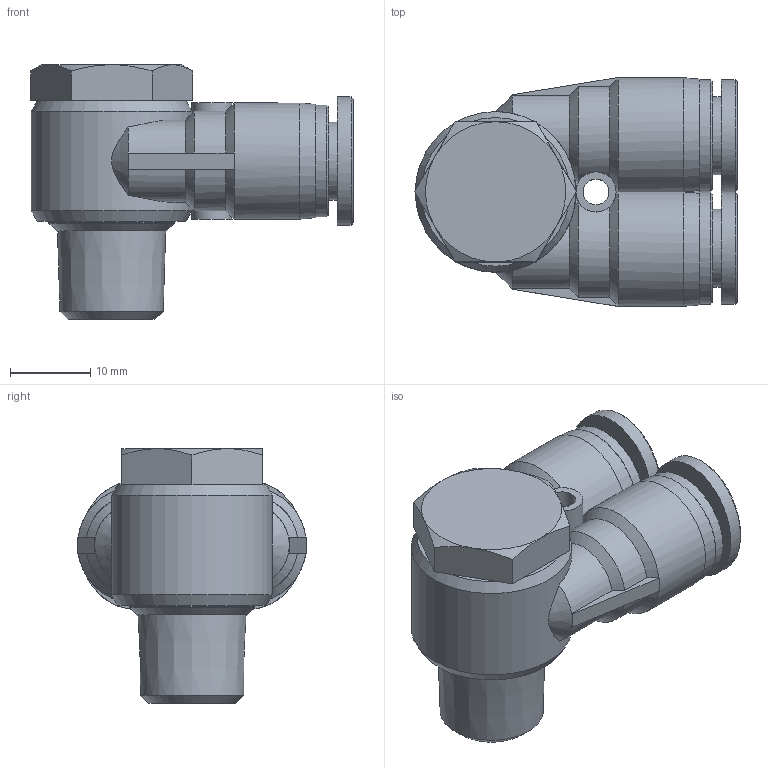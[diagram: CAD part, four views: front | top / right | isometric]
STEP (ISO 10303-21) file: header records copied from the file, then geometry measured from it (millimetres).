
FILE_DESCRIPTION((''),'2;1');
FILE_NAME('PA 5_16-N02U.stp','2016-10-12T09:39:24',('Administrator'),(''),'Autodesk Inventor 2013','Autodesk Inventor 2013','');
FILE_SCHEMA(('CONFIG_CONTROL_DESIGN'));
Length unit declared in the file: millimetre
Products named in the file (4): PA 5_16-N02U; BHW BODY-0812; NA BODY-NPT1_4; SLEEVE N5_16L
Assembly tree (4 placements, depth 2):
  PA 5_16-N02U
    BHW BODY-0812
    NA BODY-NPT1_4
    SLEEVE N5_16L  x2
Bounding box: 40.18 x 28.5 x 31.7 mm (x, y, z)
Volume: 14745.5 mm3; surface area: 7517.5 mm2
Topology: 4 solids, 4 shells, 106 faces, 231 edges, 143 vertices
Faces by surface type: plane 49, cone 27, cylinder 26, bspline 4
Full cylindrical faces by diameter (mm): 3.2 x1, 5 x2, 8.2 x4, 9.7 x2, 13.9 x2, 14.2 x1, 15.1 x1, 15.6 x1, 16.7 x1, 20 x1
Entity records: 2894 total; most frequent: CARTESIAN_POINT 846, DIRECTION 411, ORIENTED_EDGE 382, EDGE_CURVE 191, AXIS2_PLACEMENT_3D 181, VERTEX_POINT 128, EDGE_LOOP 127, FACE_OUTER_BOUND 95
